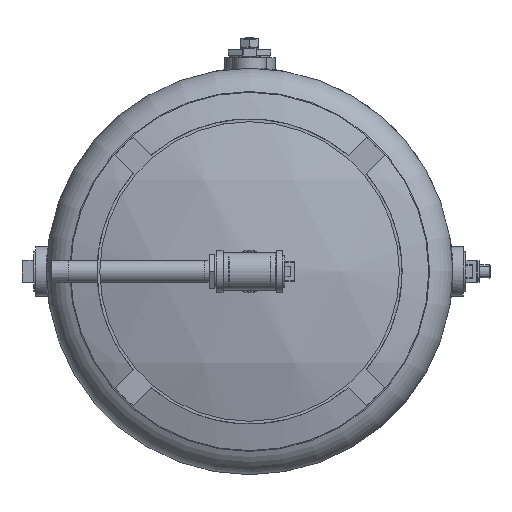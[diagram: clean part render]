
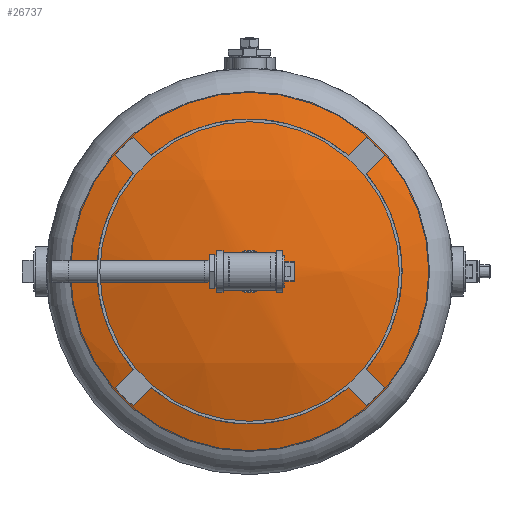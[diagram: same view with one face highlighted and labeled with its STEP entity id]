
A CAD part, front view. The second image highlights one B-rep face of the part: STEP entity #26737.
In plain terms, the highlighted spherical face has radius 765.175 mm.
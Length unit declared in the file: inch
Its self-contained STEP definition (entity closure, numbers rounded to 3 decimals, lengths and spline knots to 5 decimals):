
#524=SPHERICAL_SURFACE('',#28511,30.125);
#2634=FACE_BOUND('',#6246,.T.);
#2992=CIRCLE('',#28496,1.25);
#2993=CIRCLE('',#28497,1.25);
#3003=CIRCLE('',#28509,10.62444);
#3004=CIRCLE('',#28510,10.62444);
#4666=FACE_OUTER_BOUND('',#6245,.T.);
#6245=EDGE_LOOP('',(#18661,#18662));
#6246=EDGE_LOOP('',(#18663,#18664));
#11713=VERTEX_POINT('',#41515);
#11714=VERTEX_POINT('',#41517);
#11721=VERTEX_POINT('',#41536);
#11722=VERTEX_POINT('',#41538);
#14462=EDGE_CURVE('',#11713,#11714,#2992,.T.);
#14463=EDGE_CURVE('',#11714,#11713,#2993,.T.);
#14473=EDGE_CURVE('',#11721,#11722,#3003,.T.);
#14474=EDGE_CURVE('',#11722,#11721,#3004,.T.);
#18661=ORIENTED_EDGE('',*,*,#14474,.F.);
#18662=ORIENTED_EDGE('',*,*,#14473,.F.);
#18663=ORIENTED_EDGE('',*,*,#14463,.F.);
#18664=ORIENTED_EDGE('',*,*,#14462,.F.);
#26737=ADVANCED_FACE('',(#4666,#2634),#524,.T.);
#28496=AXIS2_PLACEMENT_3D('',#41518,#32015,#32016);
#28497=AXIS2_PLACEMENT_3D('',#41519,#32017,#32018);
#28509=AXIS2_PLACEMENT_3D('',#41539,#32041,#32042);
#28510=AXIS2_PLACEMENT_3D('',#41540,#32043,#32044);
#28511=AXIS2_PLACEMENT_3D('',#41541,#32045,#32046);
#32015=DIRECTION('center_axis',(0.,-1.,0.));
#32016=DIRECTION('ref_axis',(1.,0.,0.));
#32017=DIRECTION('center_axis',(0.,-1.,0.));
#32018=DIRECTION('ref_axis',(1.,0.,0.));
#32041=DIRECTION('center_axis',(0.,1.,0.));
#32042=DIRECTION('ref_axis',(1.,0.,0.));
#32043=DIRECTION('center_axis',(0.,1.,0.));
#32044=DIRECTION('ref_axis',(1.,0.,0.));
#32045=DIRECTION('center_axis',(0.,0.,-1.));
#32046=DIRECTION('ref_axis',(1.,0.,0.));
#41515=CARTESIAN_POINT('',(1.25,-1.30142,0.));
#41517=CARTESIAN_POINT('',(-1.25,-1.30142,0.));
#41518=CARTESIAN_POINT('Origin',(0.,-1.30142,
0.));
#41519=CARTESIAN_POINT('Origin',(0.,-1.30142,
0.));
#41536=CARTESIAN_POINT('',(-10.62444,0.60833,0.));
#41538=CARTESIAN_POINT('',(10.62444,0.60833,0.));
#41539=CARTESIAN_POINT('Origin',(0.,0.60833,
0.));
#41540=CARTESIAN_POINT('Origin',(0.,0.60833,
0.));
#41541=CARTESIAN_POINT('Origin',(0.,28.79763,
0.));
